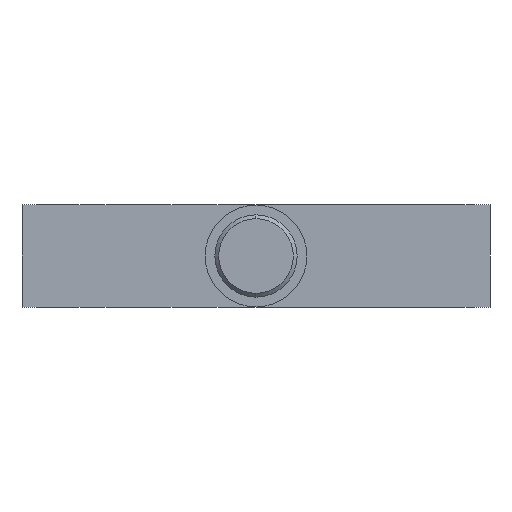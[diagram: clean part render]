
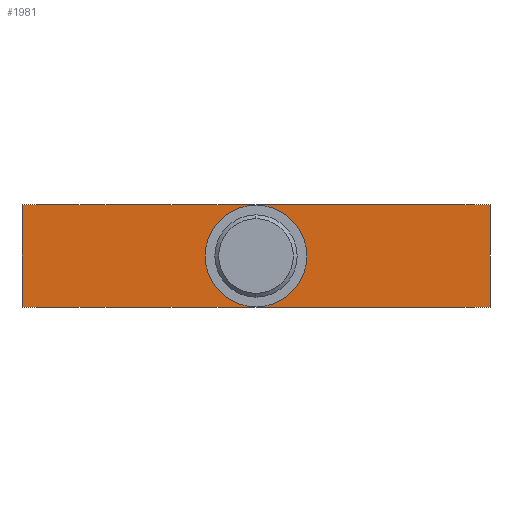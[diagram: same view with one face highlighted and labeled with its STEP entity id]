
A CAD part, left-side view. The second image highlights one B-rep face of the part: STEP entity #1981.
In plain terms, the highlighted planar face has unit normal (-1, 0, 0).
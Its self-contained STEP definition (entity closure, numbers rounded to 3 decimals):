
#1 = DIRECTION ( 'NONE',  ( 0., -1., 0. ) ) ;
#3 = DIRECTION ( 'NONE',  ( 0., 0., -1. ) ) ;
#54 = DIRECTION ( 'NONE',  ( 0., 0., -1. ) ) ;
#55 = DIRECTION ( 'NONE',  ( 1., 0., 0. ) ) ;
#100 = CARTESIAN_POINT ( 'NONE',  ( -95., 0., 0. ) ) ;
#104 = DIRECTION ( 'NONE',  ( 1., 0., 0. ) ) ;
#176 = CARTESIAN_POINT ( 'NONE',  ( -95., -91., 20. ) ) ;
#177 = DIRECTION ( 'NONE',  ( 0., 0., -1. ) ) ;
#181 = VERTEX_POINT ( 'NONE', #255 ) ;
#186 = VERTEX_POINT ( 'NONE', #260 ) ;
#200 = CARTESIAN_POINT ( 'NONE',  ( -95., 0., 0. ) ) ;
#208 = VERTEX_POINT ( 'NONE', #279 ) ;
#209 = VERTEX_POINT ( 'NONE', #280 ) ;
#222 = VERTEX_POINT ( 'NONE', #292 ) ;
#227 = VERTEX_POINT ( 'NONE', #296 ) ;
#255 = CARTESIAN_POINT ( 'NONE',  ( -95., 0., 19.75 ) ) ;
#260 = CARTESIAN_POINT ( 'NONE',  ( -95., 0., -19.75 ) ) ;
#279 = CARTESIAN_POINT ( 'NONE',  ( -95., -91., 20. ) ) ;
#280 = CARTESIAN_POINT ( 'NONE',  ( -95., -91., -20. ) ) ;
#292 = CARTESIAN_POINT ( 'NONE',  ( -95., 91., -20. ) ) ;
#296 = CARTESIAN_POINT ( 'NONE',  ( -95., 91., 20. ) ) ;
#355 = CARTESIAN_POINT ( 'NONE',  ( -95., -91., -20. ) ) ;
#357 = DIRECTION ( 'NONE',  ( 0., -1., 0. ) ) ;
#437 = CARTESIAN_POINT ( 'NONE',  ( -95., 91., 20. ) ) ;
#458 = CARTESIAN_POINT ( 'NONE',  ( -95., -91., 20. ) ) ;
#525 = DIRECTION ( 'NONE',  ( 0., 0., -1. ) ) ;
#763 = VECTOR ( 'NONE', #525, 1000. ) ;
#774 = FACE_BOUND ( 'NONE', #1977, .T. ) ;
#782 = CIRCLE ( 'NONE', #1555, 19.75 ) ;
#822 = LINE ( 'NONE', #355, #1006 ) ;
#934 = LINE ( 'NONE', #176, #1057 ) ;
#981 = FACE_OUTER_BOUND ( 'NONE', #1855, .T. ) ;
#1006 = VECTOR ( 'NONE', #357, 1000. ) ;
#1012 = LINE ( 'NONE', #437, #763 ) ;
#1046 = CIRCLE ( 'NONE', #1579, 19.75 ) ;
#1048 = LINE ( 'NONE', #458, #1094 ) ;
#1057 = VECTOR ( 'NONE', #1, 1000. ) ;
#1094 = VECTOR ( 'NONE', #177, 1000. ) ;
#1555 = AXIS2_PLACEMENT_3D ( 'NONE', #100, #55, #54 ) ;
#1579 = AXIS2_PLACEMENT_3D ( 'NONE', #200, #104, #3 ) ;
#1603 = EDGE_CURVE ( 'NONE', #222, #209, #822, .T. ) ;
#1620 = EDGE_CURVE ( 'NONE', #208, #209, #1048, .T. ) ;
#1623 = EDGE_CURVE ( 'NONE', #181, #186, #1046, .T. ) ;
#1628 = EDGE_CURVE ( 'NONE', #227, #208, #934, .T. ) ;
#1629 = EDGE_CURVE ( 'NONE', #227, #222, #1012, .T. ) ;
#1656 = AXIS2_PLACEMENT_3D ( 'NONE', #2100, #2088, #2081 ) ;
#1732 = EDGE_CURVE ( 'NONE', #186, #181, #782, .T. ) ;
#1778 = ORIENTED_EDGE ( 'NONE', *, *, #1732, .T. ) ;
#1804 = ORIENTED_EDGE ( 'NONE', *, *, #1623, .T. ) ;
#1812 = ORIENTED_EDGE ( 'NONE', *, *, #1603, .T. ) ;
#1854 = ORIENTED_EDGE ( 'NONE', *, *, #1629, .T. ) ;
#1855 = EDGE_LOOP ( 'NONE', ( #1812, #1884, #1908, #1854 ) ) ;
#1884 = ORIENTED_EDGE ( 'NONE', *, *, #1620, .F. ) ;
#1908 = ORIENTED_EDGE ( 'NONE', *, *, #1628, .F. ) ;
#1977 = EDGE_LOOP ( 'NONE', ( #1778, #1804 ) ) ;
#1981 = ADVANCED_FACE ( 'NONE', ( #774, #981 ), #2096, .F. ) ;
#2081 = DIRECTION ( 'NONE',  ( 0., 0., -1. ) ) ;
#2088 = DIRECTION ( 'NONE',  ( 1., 0., 0. ) ) ;
#2096 = PLANE ( 'NONE',  #1656 ) ;
#2100 = CARTESIAN_POINT ( 'NONE',  ( -95., -91., 20. ) ) ;
